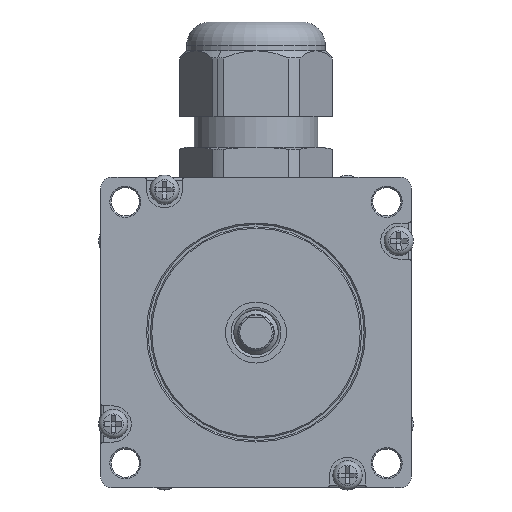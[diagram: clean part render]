
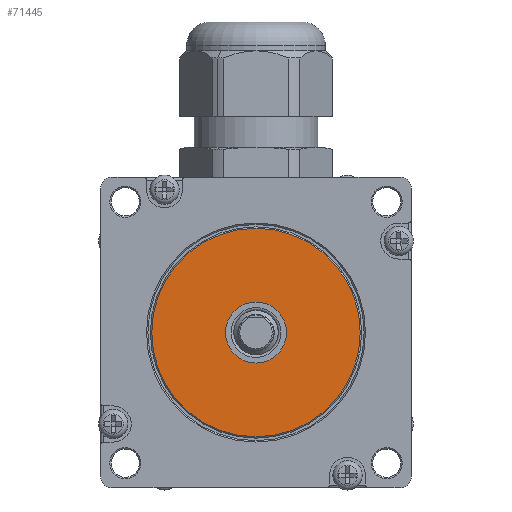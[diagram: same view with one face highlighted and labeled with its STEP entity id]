
A CAD part, front view. The second image highlights one B-rep face of the part: STEP entity #71445.
In plain terms, the highlighted face is planar.
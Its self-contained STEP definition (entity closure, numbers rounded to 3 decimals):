
#4929=PLANE('',#75075);
#26434=VERTEX_POINT('',#122319);
#26437=VERTEX_POINT('',#122327);
#27905=CIRCLE('',#75071,18.8);
#27908=CIRCLE('',#75076,5.5);
#38221=EDGE_CURVE('',#26434,#26434,#27905,.T.);
#38224=EDGE_CURVE('',#26437,#26437,#27908,.T.);
#58777=ORIENTED_EDGE('',*,*,#38224,.F.);
#58778=ORIENTED_EDGE('',*,*,#38221,.F.);
#63269=EDGE_LOOP('',(#58777));
#63270=EDGE_LOOP('',(#58778));
#67497=FACE_BOUND('',#63269,.T.);
#67498=FACE_BOUND('',#63270,.T.);
#71445=ADVANCED_FACE('',(#67497,#67498),#4929,.T.);
#75071=AXIS2_PLACEMENT_3D('',#122318,#86546,#86547);
#75075=AXIS2_PLACEMENT_3D('',#122325,#86554,$);
#75076=AXIS2_PLACEMENT_3D('',#122326,#86555,#86556);
#86546=DIRECTION('',(0.,0.,1.));
#86547=DIRECTION('',(18.8,0.,0.));
#86554=DIRECTION('',(0.,0.,-1.));
#86555=DIRECTION('',(0.,0.,-1.));
#86556=DIRECTION('',(-5.5,0.,0.));
#122318=CARTESIAN_POINT('',(0.,0.,
-6.6));
#122319=CARTESIAN_POINT('',(-18.8,0.,-6.6));
#122325=CARTESIAN_POINT('',(0.,0.,
-6.6));
#122326=CARTESIAN_POINT('',(0.,0.,
-6.6));
#122327=CARTESIAN_POINT('',(-5.5,0.,-6.6));
